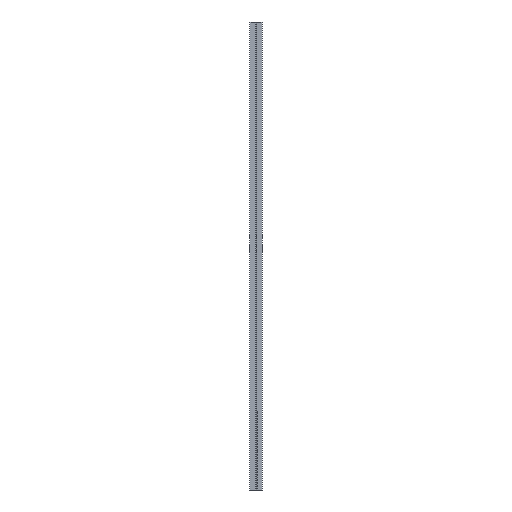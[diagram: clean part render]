
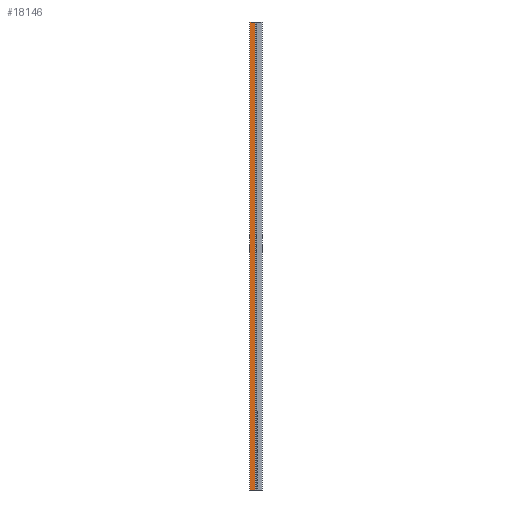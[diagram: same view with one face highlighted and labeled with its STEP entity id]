
A CAD part, left-side view. The second image highlights one B-rep face of the part: STEP entity #18146.
In plain terms, the highlighted planar face has unit normal (-1, 0, 0).
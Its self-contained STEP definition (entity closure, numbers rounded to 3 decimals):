
#332 = EDGE_CURVE ( 'NONE', #14231, #13834, #20730, .T. ) ;
#535 = EDGE_CURVE ( 'NONE', #13834, #11930, #6807, .T. ) ;
#1938 = DIRECTION ( 'NONE',  ( 0., 0., -1. ) ) ;
#1959 = VECTOR ( 'NONE', #1938, 1000. ) ;
#2255 = ORIENTED_EDGE ( 'NONE', *, *, #535, .T. ) ;
#2626 = CARTESIAN_POINT ( 'NONE',  ( -20.5, 4.5, 0. ) ) ;
#2765 = CARTESIAN_POINT ( 'NONE',  ( -20.5, 4.5, 3000. ) ) ;
#5823 = DIRECTION ( 'NONE',  ( 1., 0., 0. ) ) ;
#6022 = DIRECTION ( 'NONE',  ( 0., 0., -1. ) ) ;
#6807 = LINE ( 'NONE', #17020, #7240 ) ;
#7240 = VECTOR ( 'NONE', #25406, 1000. ) ;
#7296 = LINE ( 'NONE', #2765, #14036 ) ;
#7772 = EDGE_CURVE ( 'NONE', #14231, #15332, #7296, .T. ) ;
#8719 = ORIENTED_EDGE ( 'NONE', *, *, #332, .T. ) ;
#9865 = VECTOR ( 'NONE', #6022, 1000. ) ;
#10210 = DIRECTION ( 'NONE',  ( 0., 0., -1. ) ) ;
#11734 = EDGE_LOOP ( 'NONE', ( #2255, #17948, #16631, #8719 ) ) ;
#11930 = VERTEX_POINT ( 'NONE', #2626 ) ;
#12011 = CARTESIAN_POINT ( 'NONE',  ( -20.5, 4.5, 3000. ) ) ;
#13635 = DIRECTION ( 'NONE',  ( 0., -1., 0. ) ) ;
#13834 = VERTEX_POINT ( 'NONE', #18462 ) ;
#14036 = VECTOR ( 'NONE', #13635, 1000. ) ;
#14231 = VERTEX_POINT ( 'NONE', #15964 ) ;
#15332 = VERTEX_POINT ( 'NONE', #19821 ) ;
#15964 = CARTESIAN_POINT ( 'NONE',  ( -20.5, 38.5, 3000. ) ) ;
#16615 = CARTESIAN_POINT ( 'NONE',  ( -20.5, 38.5, 3000. ) ) ;
#16631 = ORIENTED_EDGE ( 'NONE', *, *, #7772, .F. ) ;
#17020 = CARTESIAN_POINT ( 'NONE',  ( -20.5, 4.5, 0. ) ) ;
#17948 = ORIENTED_EDGE ( 'NONE', *, *, #19537, .F. ) ;
#18146 = ADVANCED_FACE ( 'NONE', ( #20543 ), #26743, .F. ) ;
#18462 = CARTESIAN_POINT ( 'NONE',  ( -20.5, 38.5, 0. ) ) ;
#19537 = EDGE_CURVE ( 'NONE', #15332, #11930, #20933, .T. ) ;
#19821 = CARTESIAN_POINT ( 'NONE',  ( -20.5, 4.5, 3000. ) ) ;
#20543 = FACE_OUTER_BOUND ( 'NONE', #11734, .T. ) ;
#20730 = LINE ( 'NONE', #16615, #9865 ) ;
#20753 = AXIS2_PLACEMENT_3D ( 'NONE', #22479, #5823, #10210 ) ;
#20933 = LINE ( 'NONE', #12011, #1959 ) ;
#22479 = CARTESIAN_POINT ( 'NONE',  ( -20.5, 4.5, 3000. ) ) ;
#25406 = DIRECTION ( 'NONE',  ( 0., -1., 0. ) ) ;
#26743 = PLANE ( 'NONE',  #20753 ) ;
